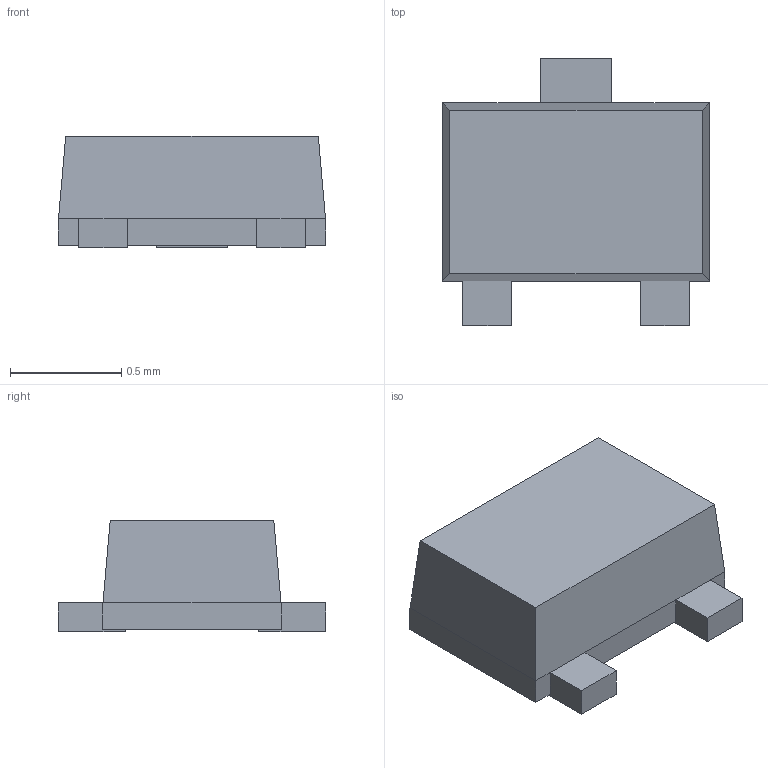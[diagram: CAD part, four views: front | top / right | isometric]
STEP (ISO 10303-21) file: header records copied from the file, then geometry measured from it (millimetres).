
FILE_DESCRIPTION (( 'STEP AP214' ), '1' );
FILE_NAME ('VESM.STEP', '2018-02-26T01:56:48', ( 'admin' ), ( 'Microsoft' ), 'SwSTEP 2.0', 'SolidWorks 2015', '' );
FILE_SCHEMA (( 'AUTOMOTIVE_DESIGN' ));
Length unit declared in the file: millimetre
Products named in the file (1): VESM
Bounding box: 1.2 x 1.2 x 0.5 mm (x, y, z)
Volume: 0.5 mm3; surface area: 4.7 mm2
Topology: 4 solids, 4 shells, 43 faces, 95 edges, 60 vertices
Faces by surface type: plane 43
Entity records: 1210 total; most frequent: CARTESIAN_POINT 199, ORIENTED_EDGE 190, DIRECTION 183, LINE 95, EDGE_CURVE 95, VECTOR 95, VERTEX_POINT 60, AXIS2_PLACEMENT_3D 44
